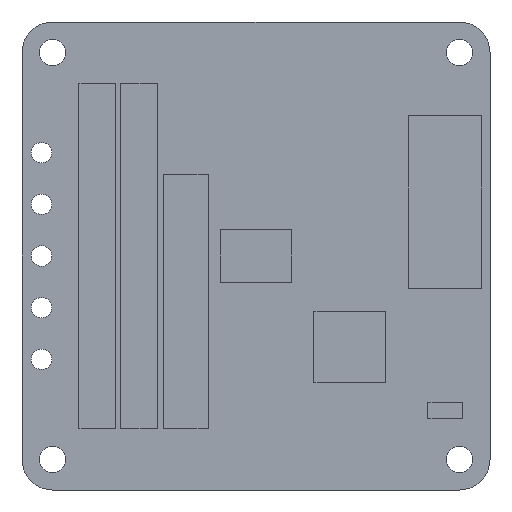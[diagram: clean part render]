
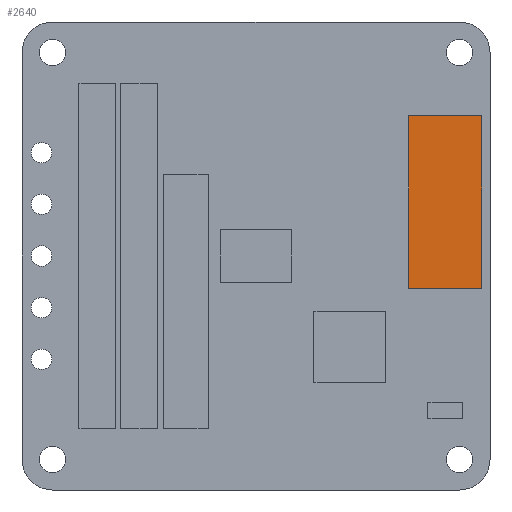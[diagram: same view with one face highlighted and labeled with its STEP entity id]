
A CAD part, front view. The second image highlights one B-rep face of the part: STEP entity #2640.
In plain terms, the highlighted planar face has unit normal (0, -1, 0).
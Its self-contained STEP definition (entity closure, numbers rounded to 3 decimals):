
#97=FACE_OUTER_BOUND('',#245,.T.);
#245=EDGE_LOOP('',(#1767,#1768,#1769,#1770));
#430=LINE('',#3679,#779);
#433=LINE('',#3685,#782);
#436=LINE('',#3691,#785);
#439=LINE('',#3695,#788);
#779=VECTOR('',#2978,10.);
#782=VECTOR('',#2983,10.);
#785=VECTOR('',#2988,10.);
#788=VECTOR('',#2993,10.);
#1128=VERTEX_POINT('',#3676);
#1129=VERTEX_POINT('',#3678);
#1131=VERTEX_POINT('',#3684);
#1133=VERTEX_POINT('',#3690);
#1378=EDGE_CURVE('',#1129,#1128,#430,.T.);
#1381=EDGE_CURVE('',#1131,#1129,#433,.T.);
#1384=EDGE_CURVE('',#1133,#1131,#436,.T.);
#1387=EDGE_CURVE('',#1128,#1133,#439,.T.);
#1767=ORIENTED_EDGE('',*,*,#1387,.T.);
#1768=ORIENTED_EDGE('',*,*,#1384,.T.);
#1769=ORIENTED_EDGE('',*,*,#1381,.T.);
#1770=ORIENTED_EDGE('',*,*,#1378,.T.);
#2505=PLANE('',#2802);
#2640=ADVANCED_FACE('',(#97),#2505,.T.);
#2802=AXIS2_PLACEMENT_3D('',#3696,#2994,#2995);
#2978=DIRECTION('',(0.,0.,1.));
#2983=DIRECTION('',(1.,0.,0.));
#2988=DIRECTION('',(0.,0.,-1.));
#2993=DIRECTION('',(-1.,0.,0.));
#2994=DIRECTION('center_axis',(0.,-1.,0.));
#2995=DIRECTION('ref_axis',(0.,0.,-1.));
#3676=CARTESIAN_POINT('',(22.2,-1.8,13.8));
#3678=CARTESIAN_POINT('',(22.2,-1.8,-3.2));
#3679=CARTESIAN_POINT('',(22.2,-1.8,13.8));
#3684=CARTESIAN_POINT('',(15.,-1.8,-3.2));
#3685=CARTESIAN_POINT('',(22.2,-1.8,-3.2));
#3690=CARTESIAN_POINT('',(15.,-1.8,13.8));
#3691=CARTESIAN_POINT('',(15.,-1.8,-3.2));
#3695=CARTESIAN_POINT('',(15.,-1.8,13.8));
#3696=CARTESIAN_POINT('Origin',(18.6,-1.8,5.3));
